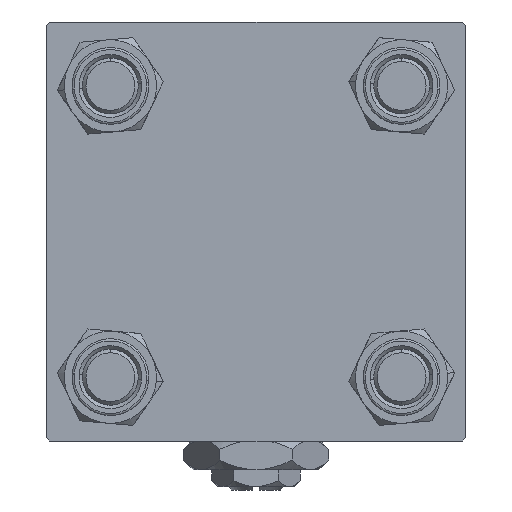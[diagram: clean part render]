
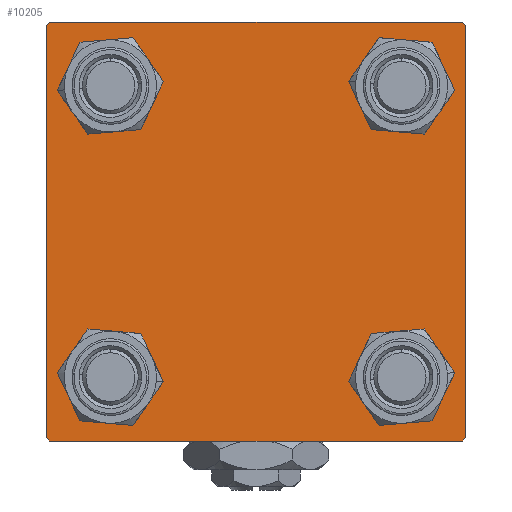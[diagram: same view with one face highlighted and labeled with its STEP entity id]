
A CAD part, left-side view. The second image highlights one B-rep face of the part: STEP entity #10205.
In plain terms, the highlighted planar face has unit normal (-1, 0, 0).
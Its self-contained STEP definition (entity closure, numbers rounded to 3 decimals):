
#51 = DIRECTION ( 'NONE',  ( 1., 0., 0. ) ) ;
#319 = CARTESIAN_POINT ( 'NONE',  ( 0., -20.85, -16.35 ) ) ;
#436 = DIRECTION ( 'NONE',  ( 1., 0., 0. ) ) ;
#455 = ORIENTED_EDGE ( 'NONE', *, *, #13164, .F. ) ;
#1522 = EDGE_CURVE ( 'NONE', #28327, #10427, #58139, .T. ) ;
#2656 = CARTESIAN_POINT ( 'NONE',  ( 0., 29.5, -30. ) ) ;
#3055 = EDGE_LOOP ( 'NONE', ( #11637, #48641 ) ) ;
#3448 = CARTESIAN_POINT ( 'NONE',  ( 0., -29.5, -30. ) ) ;
#3515 = DIRECTION ( 'NONE',  ( 0., 0., 1. ) ) ;
#3721 = EDGE_CURVE ( 'NONE', #44794, #44538, #36746, .T. ) ;
#3913 = CARTESIAN_POINT ( 'NONE',  ( 0., 20.85, 20.85 ) ) ;
#7701 = LINE ( 'NONE', #43828, #30120 ) ;
#7908 = CARTESIAN_POINT ( 'NONE',  ( 0., -29.75, -29.75 ) ) ;
#8099 = DIRECTION ( 'NONE',  ( 0., 0.707, -0.707 ) ) ;
#8145 = ORIENTED_EDGE ( 'NONE', *, *, #31644, .T. ) ;
#8946 = CIRCLE ( 'NONE', #31657, 4.5 ) ;
#9404 = VERTEX_POINT ( 'NONE', #56219 ) ;
#10205 = ADVANCED_FACE ( 'NONE', ( #12876, #30942, #22080, #13171, #31232 ), #35963, .T. ) ;
#10348 = AXIS2_PLACEMENT_3D ( 'NONE', #44847, #22364, #40406 ) ;
#10427 = VERTEX_POINT ( 'NONE', #34124 ) ;
#11637 = ORIENTED_EDGE ( 'NONE', *, *, #31682, .T. ) ;
#11702 = CIRCLE ( 'NONE', #14546, 4.5 ) ;
#12139 = CARTESIAN_POINT ( 'NONE',  ( 0., -20.85, 16.35 ) ) ;
#12548 = VECTOR ( 'NONE', #42855, 1000. ) ;
#12799 = CARTESIAN_POINT ( 'NONE',  ( 0., -20.85, 20.85 ) ) ;
#12876 = FACE_BOUND ( 'NONE', #44281, .T. ) ;
#12975 = CARTESIAN_POINT ( 'NONE',  ( 0., -20.85, -20.85 ) ) ;
#13164 = EDGE_CURVE ( 'NONE', #51652, #9404, #51865, .T. ) ;
#13171 = FACE_BOUND ( 'NONE', #31789, .T. ) ;
#13381 = DIRECTION ( 'NONE',  ( 1., 0., 0. ) ) ;
#13703 = VERTEX_POINT ( 'NONE', #46139 ) ;
#14043 = CARTESIAN_POINT ( 'NONE',  ( 0., 20.85, -20.85 ) ) ;
#14254 = DIRECTION ( 'NONE',  ( 1., 0., 0. ) ) ;
#14546 = AXIS2_PLACEMENT_3D ( 'NONE', #3913, #22001, #35312 ) ;
#14835 = DIRECTION ( 'NONE',  ( 0., 0., 1. ) ) ;
#15165 = VECTOR ( 'NONE', #51577, 1000. ) ;
#15358 = CARTESIAN_POINT ( 'NONE',  ( 0., 30., -29.5 ) ) ;
#15824 = EDGE_CURVE ( 'NONE', #30561, #51045, #40791, .T. ) ;
#16904 = DIRECTION ( 'NONE',  ( 0., 0.707, 0.707 ) ) ;
#17538 = CARTESIAN_POINT ( 'NONE',  ( 0., 20.85, 16.35 ) ) ;
#18390 = VECTOR ( 'NONE', #56883, 1000. ) ;
#18476 = CIRCLE ( 'NONE', #52503, 4.5 ) ;
#19285 = DIRECTION ( 'NONE',  ( 0., -0.707, -0.707 ) ) ;
#19613 = CARTESIAN_POINT ( 'NONE',  ( 0., 30., -30. ) ) ;
#19671 = ORIENTED_EDGE ( 'NONE', *, *, #24994, .T. ) ;
#19732 = VECTOR ( 'NONE', #36339, 1000. ) ;
#20037 = VERTEX_POINT ( 'NONE', #32660 ) ;
#20413 = EDGE_LOOP ( 'NONE', ( #29613, #44271 ) ) ;
#20671 = CARTESIAN_POINT ( 'NONE',  ( 0., 20.85, -25.35 ) ) ;
#22001 = DIRECTION ( 'NONE',  ( 1., 0., 0. ) ) ;
#22080 = FACE_BOUND ( 'NONE', #20413, .T. ) ;
#22364 = DIRECTION ( 'NONE',  ( -1., 0., 0. ) ) ;
#22596 = VECTOR ( 'NONE', #19285, 1000. ) ;
#22911 = ORIENTED_EDGE ( 'NONE', *, *, #1522, .T. ) ;
#23729 = CARTESIAN_POINT ( 'NONE',  ( 0., 29.75, -29.75 ) ) ;
#24250 = EDGE_CURVE ( 'NONE', #20037, #25834, #11702, .T. ) ;
#24660 = CARTESIAN_POINT ( 'NONE',  ( 0., -30., 30. ) ) ;
#24684 = AXIS2_PLACEMENT_3D ( 'NONE', #14043, #27084, #45131 ) ;
#24712 = VERTEX_POINT ( 'NONE', #48765 ) ;
#24806 = LINE ( 'NONE', #7908, #12548 ) ;
#24994 = EDGE_CURVE ( 'NONE', #44538, #33910, #50976, .T. ) ;
#25834 = VERTEX_POINT ( 'NONE', #17538 ) ;
#26425 = ORIENTED_EDGE ( 'NONE', *, *, #3721, .T. ) ;
#26472 = EDGE_CURVE ( 'NONE', #25834, #20037, #58114, .T. ) ;
#27084 = DIRECTION ( 'NONE',  ( 1., 0., 0. ) ) ;
#27170 = CARTESIAN_POINT ( 'NONE',  ( 0., 30., 30. ) ) ;
#27973 = DIRECTION ( 'NONE',  ( 0., 0., 1. ) ) ;
#28078 = ORIENTED_EDGE ( 'NONE', *, *, #26472, .T. ) ;
#28327 = VERTEX_POINT ( 'NONE', #42479 ) ;
#28510 = EDGE_LOOP ( 'NONE', ( #8145, #26425, #19671, #54126, #455, #42337, #37044, #22911 ) ) ;
#28805 = EDGE_CURVE ( 'NONE', #33910, #9404, #24806, .T. ) ;
#29613 = ORIENTED_EDGE ( 'NONE', *, *, #15824, .T. ) ;
#29748 = AXIS2_PLACEMENT_3D ( 'NONE', #12799, #51, #40614 ) ;
#30120 = VECTOR ( 'NONE', #16904, 1000. ) ;
#30561 = VERTEX_POINT ( 'NONE', #47533 ) ;
#30942 = FACE_BOUND ( 'NONE', #3055, .T. ) ;
#31232 = FACE_OUTER_BOUND ( 'NONE', #28510, .T. ) ;
#31441 = DIRECTION ( 'NONE',  ( 0., 0., 1. ) ) ;
#31644 = EDGE_CURVE ( 'NONE', #10427, #44794, #43472, .T. ) ;
#31657 = AXIS2_PLACEMENT_3D ( 'NONE', #44179, #13381, #31441 ) ;
#31682 = EDGE_CURVE ( 'NONE', #53729, #13703, #45724, .T. ) ;
#31789 = EDGE_LOOP ( 'NONE', ( #46299, #28078 ) ) ;
#32115 = CARTESIAN_POINT ( 'NONE',  ( 0., -20.85, -20.85 ) ) ;
#32660 = CARTESIAN_POINT ( 'NONE',  ( 0., 20.85, 25.35 ) ) ;
#33392 = EDGE_CURVE ( 'NONE', #51045, #30561, #48490, .T. ) ;
#33910 = VERTEX_POINT ( 'NONE', #3448 ) ;
#34124 = CARTESIAN_POINT ( 'NONE',  ( 0., 30., 29.5 ) ) ;
#34387 = AXIS2_PLACEMENT_3D ( 'NONE', #12975, #53241, #49660 ) ;
#34585 = CARTESIAN_POINT ( 'NONE',  ( 0., 30., 30. ) ) ;
#35172 = CARTESIAN_POINT ( 'NONE',  ( 0., -20.85, 25.35 ) ) ;
#35312 = DIRECTION ( 'NONE',  ( 0., 0., 1. ) ) ;
#35772 = VECTOR ( 'NONE', #8099, 1000. ) ;
#35963 = PLANE ( 'NONE',  #10348 ) ;
#36339 = DIRECTION ( 'NONE',  ( 0., -1., 0. ) ) ;
#36746 = LINE ( 'NONE', #23729, #22596 ) ;
#37044 = ORIENTED_EDGE ( 'NONE', *, *, #54628, .F. ) ;
#37313 = AXIS2_PLACEMENT_3D ( 'NONE', #41767, #14254, #14835 ) ;
#38625 = EDGE_CURVE ( 'NONE', #44578, #45818, #44874, .T. ) ;
#38668 = EDGE_CURVE ( 'NONE', #45818, #44578, #8946, .T. ) ;
#39043 = DIRECTION ( 'NONE',  ( 0., 0., -1. ) ) ;
#40361 = EDGE_CURVE ( 'NONE', #13703, #53729, #18476, .T. ) ;
#40406 = DIRECTION ( 'NONE',  ( 0., 0., 1. ) ) ;
#40614 = DIRECTION ( 'NONE',  ( 0., 0., 1. ) ) ;
#40784 = LINE ( 'NONE', #27170, #19732 ) ;
#40791 = CIRCLE ( 'NONE', #24684, 4.5 ) ;
#40946 = AXIS2_PLACEMENT_3D ( 'NONE', #44084, #48209, #3515 ) ;
#41004 = VECTOR ( 'NONE', #39043, 1000. ) ;
#41767 = CARTESIAN_POINT ( 'NONE',  ( 0., 20.85, 20.85 ) ) ;
#41771 = ORIENTED_EDGE ( 'NONE', *, *, #38668, .T. ) ;
#42337 = ORIENTED_EDGE ( 'NONE', *, *, #54256, .T. ) ;
#42479 = CARTESIAN_POINT ( 'NONE',  ( 0., 29.5, 30. ) ) ;
#42855 = DIRECTION ( 'NONE',  ( 0., -0.707, 0.707 ) ) ;
#43472 = LINE ( 'NONE', #34585, #41004 ) ;
#43828 = CARTESIAN_POINT ( 'NONE',  ( 0., -29.75, 29.75 ) ) ;
#44084 = CARTESIAN_POINT ( 'NONE',  ( 0., 20.85, -20.85 ) ) ;
#44179 = CARTESIAN_POINT ( 'NONE',  ( 0., -20.85, 20.85 ) ) ;
#44225 = CARTESIAN_POINT ( 'NONE',  ( 0., 29.75, 29.75 ) ) ;
#44271 = ORIENTED_EDGE ( 'NONE', *, *, #33392, .T. ) ;
#44281 = EDGE_LOOP ( 'NONE', ( #41771, #58127 ) ) ;
#44538 = VERTEX_POINT ( 'NONE', #2656 ) ;
#44578 = VERTEX_POINT ( 'NONE', #12139 ) ;
#44794 = VERTEX_POINT ( 'NONE', #15358 ) ;
#44847 = CARTESIAN_POINT ( 'NONE',  ( 0., 0., 0. ) ) ;
#44874 = CIRCLE ( 'NONE', #29748, 4.5 ) ;
#45131 = DIRECTION ( 'NONE',  ( 0., 0., 1. ) ) ;
#45724 = CIRCLE ( 'NONE', #34387, 4.5 ) ;
#45818 = VERTEX_POINT ( 'NONE', #35172 ) ;
#46139 = CARTESIAN_POINT ( 'NONE',  ( 0., -20.85, -25.35 ) ) ;
#46299 = ORIENTED_EDGE ( 'NONE', *, *, #24250, .T. ) ;
#47533 = CARTESIAN_POINT ( 'NONE',  ( 0., 20.85, -16.35 ) ) ;
#48209 = DIRECTION ( 'NONE',  ( 1., 0., 0. ) ) ;
#48490 = CIRCLE ( 'NONE', #40946, 4.5 ) ;
#48641 = ORIENTED_EDGE ( 'NONE', *, *, #40361, .T. ) ;
#48765 = CARTESIAN_POINT ( 'NONE',  ( 0., -29.5, 30. ) ) ;
#49660 = DIRECTION ( 'NONE',  ( 0., 0., 1. ) ) ;
#50976 = LINE ( 'NONE', #19613, #18390 ) ;
#51045 = VERTEX_POINT ( 'NONE', #20671 ) ;
#51577 = DIRECTION ( 'NONE',  ( 0., 0., -1. ) ) ;
#51652 = VERTEX_POINT ( 'NONE', #55927 ) ;
#51865 = LINE ( 'NONE', #24660, #15165 ) ;
#52503 = AXIS2_PLACEMENT_3D ( 'NONE', #32115, #436, #27973 ) ;
#53241 = DIRECTION ( 'NONE',  ( 1., 0., 0. ) ) ;
#53729 = VERTEX_POINT ( 'NONE', #319 ) ;
#54126 = ORIENTED_EDGE ( 'NONE', *, *, #28805, .T. ) ;
#54256 = EDGE_CURVE ( 'NONE', #51652, #24712, #7701, .T. ) ;
#54628 = EDGE_CURVE ( 'NONE', #28327, #24712, #40784, .T. ) ;
#55927 = CARTESIAN_POINT ( 'NONE',  ( 0., -30., 29.5 ) ) ;
#56219 = CARTESIAN_POINT ( 'NONE',  ( 0., -30., -29.5 ) ) ;
#56883 = DIRECTION ( 'NONE',  ( 0., -1., 0. ) ) ;
#58114 = CIRCLE ( 'NONE', #37313, 4.5 ) ;
#58127 = ORIENTED_EDGE ( 'NONE', *, *, #38625, .T. ) ;
#58139 = LINE ( 'NONE', #44225, #35772 ) ;
